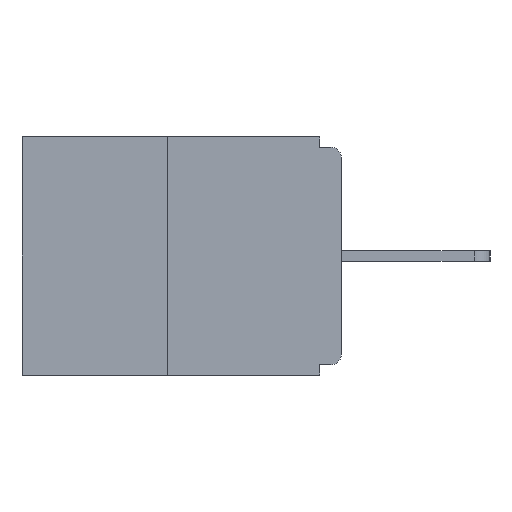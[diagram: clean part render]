
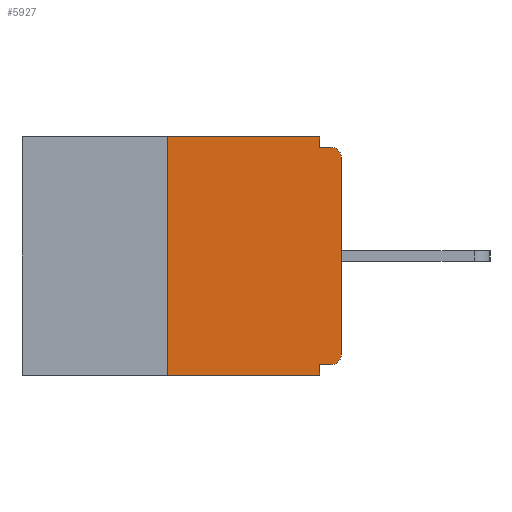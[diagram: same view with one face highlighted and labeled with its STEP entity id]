
A CAD part, left-side view. The second image highlights one B-rep face of the part: STEP entity #5927.
In plain terms, the highlighted planar face has unit normal (-1, 0, 0).
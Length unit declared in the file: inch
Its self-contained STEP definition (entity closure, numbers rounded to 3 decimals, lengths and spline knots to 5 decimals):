
#260 = ORIENTED_EDGE ( 'NONE', *, *, #14274, .T. ) ;
#275 = AXIS2_PLACEMENT_3D ( 'NONE', #15960, #26687, #14391 ) ;
#817 = DIRECTION ( 'NONE',  ( 0., 1., 0. ) ) ;
#1484 = EDGE_CURVE ( 'NONE', #19278, #13932, #11540, .T. ) ;
#1487 = CARTESIAN_POINT ( 'NONE',  ( 0., 0., -0.015 ) ) ;
#1748 = VERTEX_POINT ( 'NONE', #11212 ) ;
#1970 = VERTEX_POINT ( 'NONE', #15452 ) ;
#2064 = DIRECTION ( 'NONE',  ( 0., 0., -1. ) ) ;
#2180 = AXIS2_PLACEMENT_3D ( 'NONE', #4705, #4701, #20063 ) ;
#2856 = EDGE_CURVE ( 'NONE', #18414, #15808, #8298, .T. ) ;
#4159 = FACE_OUTER_BOUND ( 'NONE', #21684, .T. ) ;
#4510 = LINE ( 'NONE', #7971, #20542 ) ;
#4701 = DIRECTION ( 'NONE',  ( -1., 0., 0. ) ) ;
#4705 = CARTESIAN_POINT ( 'NONE',  ( 0., 0.015, -0.03 ) ) ;
#5008 = CARTESIAN_POINT ( 'NONE',  ( 0., 0.031, -0.328 ) ) ;
#5239 = VERTEX_POINT ( 'NONE', #19021 ) ;
#5376 = CARTESIAN_POINT ( 'NONE',  ( 0., 0.25, 0. ) ) ;
#5893 = CARTESIAN_POINT ( 'NONE',  ( 0., 0.015, -0.328 ) ) ;
#5916 = VERTEX_POINT ( 'NONE', #21024 ) ;
#5927 = ADVANCED_FACE ( 'NONE', ( #4159 ), #16487, .F. ) ;
#5963 = VECTOR ( 'NONE', #24544, 39.37008 ) ;
#6220 = ORIENTED_EDGE ( 'NONE', *, *, #23810, .F. ) ;
#6250 = CARTESIAN_POINT ( 'NONE',  ( 0., 0.015, -0.015 ) ) ;
#6285 = AXIS2_PLACEMENT_3D ( 'NONE', #27038, #14539, #2064 ) ;
#6436 = VECTOR ( 'NONE', #7533, 39.37008 ) ;
#6504 = VERTEX_POINT ( 'NONE', #12581 ) ;
#6641 = LINE ( 'NONE', #1487, #5963 ) ;
#7043 = LINE ( 'NONE', #24827, #12552 ) ;
#7116 = LINE ( 'NONE', #5376, #6436 ) ;
#7533 = DIRECTION ( 'NONE',  ( 0., 0., 1. ) ) ;
#7971 = CARTESIAN_POINT ( 'NONE',  ( 0., 0.031, -0.343 ) ) ;
#8081 = VECTOR ( 'NONE', #12117, 39.37008 ) ;
#8298 = CIRCLE ( 'NONE', #2180, 0.015 ) ;
#8574 = EDGE_CURVE ( 'NONE', #5239, #1970, #8729, .T. ) ;
#8729 = LINE ( 'NONE', #13621, #8081 ) ;
#9526 = ORIENTED_EDGE ( 'NONE', *, *, #2856, .T. ) ;
#10230 = VECTOR ( 'NONE', #817, 39.37008 ) ;
#11109 = DIRECTION ( 'NONE',  ( 0., 0., 1. ) ) ;
#11212 = CARTESIAN_POINT ( 'NONE',  ( 0., 0., -0.313 ) ) ;
#11466 = LINE ( 'NONE', #24878, #16275 ) ;
#11484 = ORIENTED_EDGE ( 'NONE', *, *, #24662, .T. ) ;
#11540 = LINE ( 'NONE', #18360, #10230 ) ;
#11768 = CARTESIAN_POINT ( 'NONE',  ( 0., 0.25, 0. ) ) ;
#12117 = DIRECTION ( 'NONE',  ( 0., 0., -1. ) ) ;
#12297 = DIRECTION ( 'NONE',  ( 0., -1., 0. ) ) ;
#12552 = VECTOR ( 'NONE', #12297, 39.37008 ) ;
#12581 = CARTESIAN_POINT ( 'NONE',  ( 0., 0.031, -0.343 ) ) ;
#13621 = CARTESIAN_POINT ( 'NONE',  ( 0., 0.031, 0. ) ) ;
#13932 = VERTEX_POINT ( 'NONE', #5008 ) ;
#14274 = EDGE_CURVE ( 'NONE', #19278, #1748, #20976, .T. ) ;
#14391 = DIRECTION ( 'NONE',  ( 0., 0., -1. ) ) ;
#14539 = DIRECTION ( 'NONE',  ( -1., 0., 0. ) ) ;
#14967 = ORIENTED_EDGE ( 'NONE', *, *, #1484, .F. ) ;
#15279 = ORIENTED_EDGE ( 'NONE', *, *, #26084, .F. ) ;
#15452 = CARTESIAN_POINT ( 'NONE',  ( 0., 0.031, -0.015 ) ) ;
#15724 = EDGE_CURVE ( 'NONE', #19140, #5239, #11466, .T. ) ;
#15808 = VERTEX_POINT ( 'NONE', #6250 ) ;
#15960 = CARTESIAN_POINT ( 'NONE',  ( 0., 0.46, 0. ) ) ;
#16275 = VECTOR ( 'NONE', #16498, 39.37008 ) ;
#16487 = PLANE ( 'NONE',  #275 ) ;
#16498 = DIRECTION ( 'NONE',  ( 0., -1., 0. ) ) ;
#16621 = ORIENTED_EDGE ( 'NONE', *, *, #18766, .T. ) ;
#18320 = DIRECTION ( 'NONE',  ( 0., 0., -1. ) ) ;
#18360 = CARTESIAN_POINT ( 'NONE',  ( 0., 0., -0.328 ) ) ;
#18414 = VERTEX_POINT ( 'NONE', #23370 ) ;
#18766 = EDGE_CURVE ( 'NONE', #5916, #6504, #7043, .T. ) ;
#19021 = CARTESIAN_POINT ( 'NONE',  ( 0., 0.031, 0. ) ) ;
#19140 = VERTEX_POINT ( 'NONE', #11768 ) ;
#19278 = VERTEX_POINT ( 'NONE', #5893 ) ;
#19386 = CARTESIAN_POINT ( 'NONE',  ( 0., 0., 0. ) ) ;
#20063 = DIRECTION ( 'NONE',  ( 0., 0., -1. ) ) ;
#20542 = VECTOR ( 'NONE', #18320, 39.37008 ) ;
#20860 = VECTOR ( 'NONE', #11109, 39.37008 ) ;
#20976 = CIRCLE ( 'NONE', #6285, 0.015 ) ;
#21024 = CARTESIAN_POINT ( 'NONE',  ( 0., 0.25, -0.343 ) ) ;
#21230 = ORIENTED_EDGE ( 'NONE', *, *, #21976, .F. ) ;
#21684 = EDGE_LOOP ( 'NONE', ( #23182, #15279, #16621, #6220, #14967, #260, #11484, #9526, #21230, #22572 ) ) ;
#21976 = EDGE_CURVE ( 'NONE', #1970, #15808, #6641, .T. ) ;
#22572 = ORIENTED_EDGE ( 'NONE', *, *, #8574, .F. ) ;
#23182 = ORIENTED_EDGE ( 'NONE', *, *, #15724, .F. ) ;
#23370 = CARTESIAN_POINT ( 'NONE',  ( 0., 0., -0.03 ) ) ;
#23810 = EDGE_CURVE ( 'NONE', #13932, #6504, #4510, .T. ) ;
#24544 = DIRECTION ( 'NONE',  ( 0., -1., 0. ) ) ;
#24662 = EDGE_CURVE ( 'NONE', #1748, #18414, #26410, .T. ) ;
#24827 = CARTESIAN_POINT ( 'NONE',  ( 0., 0.46, -0.343 ) ) ;
#24878 = CARTESIAN_POINT ( 'NONE',  ( 0., 0.46, 0. ) ) ;
#26084 = EDGE_CURVE ( 'NONE', #5916, #19140, #7116, .T. ) ;
#26410 = LINE ( 'NONE', #19386, #20860 ) ;
#26687 = DIRECTION ( 'NONE',  ( 1., 0., 0. ) ) ;
#27038 = CARTESIAN_POINT ( 'NONE',  ( 0., 0.015, -0.313 ) ) ;
